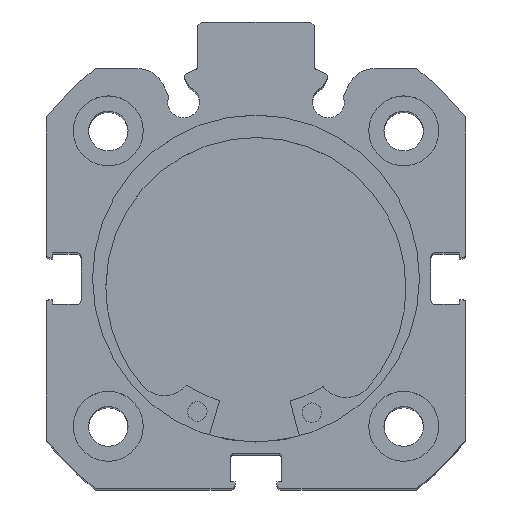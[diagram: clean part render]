
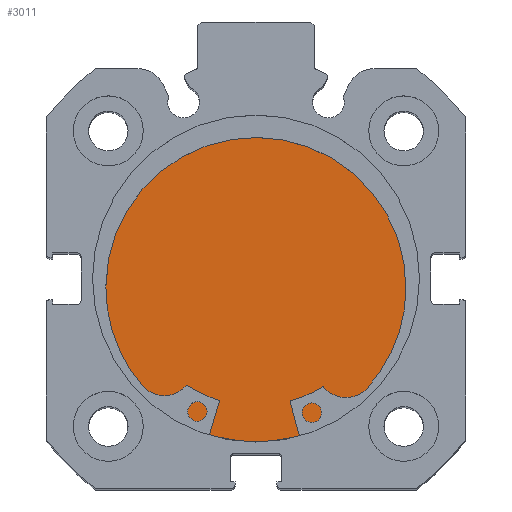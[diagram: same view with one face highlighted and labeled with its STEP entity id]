
A CAD part, top view. The second image highlights one B-rep face of the part: STEP entity #3011.
In plain terms, the highlighted face is planar.
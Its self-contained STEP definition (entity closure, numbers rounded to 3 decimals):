
#988 = CARTESIAN_POINT ( 'NONE',  ( 8.5, 21., 0. ) ) ;
#989 = PLANE ( 'NONE',  #4884 ) ;
#1006 = DIRECTION ( 'NONE',  ( -1., 0., 0. ) ) ;
#1007 = DIRECTION ( 'NONE',  ( 0., 0., 1. ) ) ;
#2401 = CARTESIAN_POINT ( 'NONE',  ( 8.5, 0., -21. ) ) ;
#2406 = CARTESIAN_POINT ( 'NONE',  ( 8.5, 0., 21. ) ) ;
#2410 = VERTEX_POINT ( 'NONE', #2406 ) ;
#2411 = VERTEX_POINT ( 'NONE', #2401 ) ;
#3011 = ADVANCED_FACE ( 'NONE', ( #4179 ), #989, .F. ) ;
#3385 = ORIENTED_EDGE ( 'NONE', *, *, #4679, .F. ) ;
#3386 = ORIENTED_EDGE ( 'NONE', *, *, #4655, .F. ) ;
#3453 = EDGE_LOOP ( 'NONE', ( #3386, #3385 ) ) ;
#4179 = FACE_OUTER_BOUND ( 'NONE', #3453, .T. ) ;
#4655 = EDGE_CURVE ( 'NONE', #2410, #2411, #5994, .T. ) ;
#4679 = EDGE_CURVE ( 'NONE', #2411, #2410, #6030, .T. ) ;
#4884 = AXIS2_PLACEMENT_3D ( 'NONE', #988, #1006, #1007 ) ;
#5154 = AXIS2_PLACEMENT_3D ( 'NONE', #6581, #6583, #6584 ) ;
#5163 = AXIS2_PLACEMENT_3D ( 'NONE', #6642, #6645, #6646 ) ;
#5994 = CIRCLE ( 'NONE', #5154, 21. ) ;
#6030 = CIRCLE ( 'NONE', #5163, 21. ) ;
#6581 = CARTESIAN_POINT ( 'NONE',  ( 8.5, 0., 0. ) ) ;
#6583 = DIRECTION ( 'NONE',  ( -1., 0., 0. ) ) ;
#6584 = DIRECTION ( 'NONE',  ( 0., 0., 1. ) ) ;
#6642 = CARTESIAN_POINT ( 'NONE',  ( 8.5, 0., 0. ) ) ;
#6645 = DIRECTION ( 'NONE',  ( -1., 0., 0. ) ) ;
#6646 = DIRECTION ( 'NONE',  ( 0., 0., 1. ) ) ;
